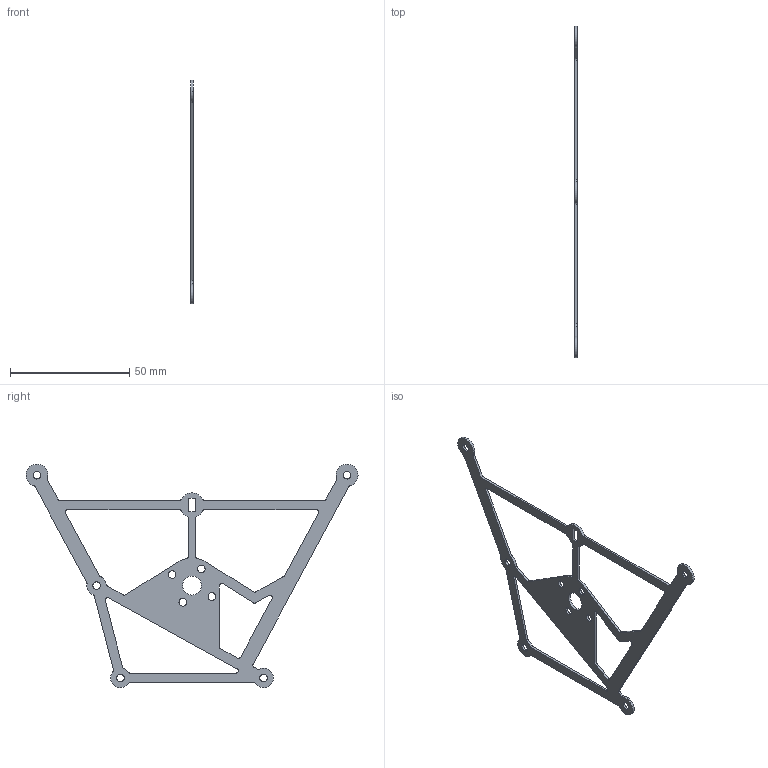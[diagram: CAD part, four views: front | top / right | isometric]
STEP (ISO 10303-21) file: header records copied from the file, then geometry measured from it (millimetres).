
FILE_DESCRIPTION(('CATIA V5 STEP Exchange'),'2;1');
FILE_NAME('Main Holder 3.stp','2024-11-23T09:37:25+00:00',('none'),('none'),'CATIA Version 5 Release 20 GA (IN-10)','CATIA V5 STEP AP203','none');
FILE_SCHEMA(('CONFIG_CONTROL_DESIGN'));
Length unit declared in the file: millimetre
Products named in the file (1): Ornithopter
Bounding box: 1 x 139.2 x 93.7 mm (x, y, z)
Volume: 3058.1 mm3; surface area: 7210.4 mm2
Topology: 1 solids, 1 shells, 107 faces, 327 edges, 222 vertices
Faces by surface type: cylinder 74, plane 33
Entity records: 3579 total; most frequent: ORIENTED_EDGE 654, CARTESIAN_POINT 633, DIRECTION 493, EDGE_CURVE 327, AXIS2_PLACEMENT_3D 244, VERTEX_POINT 222, VECTOR 167, LINE 167
